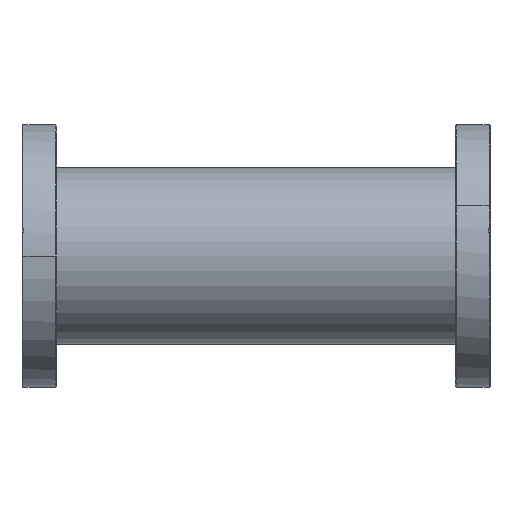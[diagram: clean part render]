
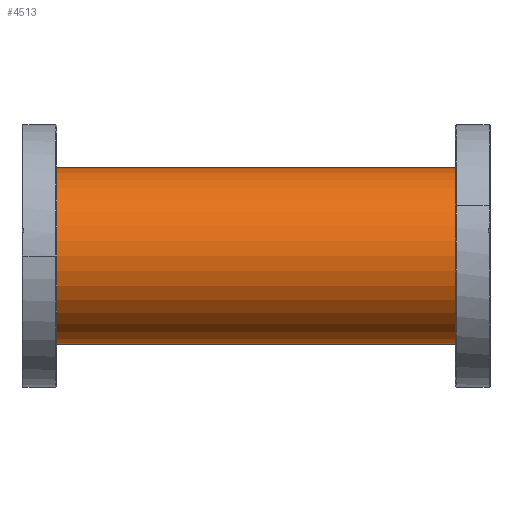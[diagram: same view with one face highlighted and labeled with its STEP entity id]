
A CAD part, front view. The second image highlights one B-rep face of the part: STEP entity #4513.
In plain terms, the highlighted cylindrical face has radius 50.8 mm (diameter 101.6 mm), a partial arc.
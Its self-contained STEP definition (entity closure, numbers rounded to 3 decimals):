
#74 = DIRECTION ( 'NONE',  ( 0., 0., -1. ) ) ;
#413 = ORIENTED_EDGE ( 'NONE', *, *, #3677, .T. ) ;
#449 = VERTEX_POINT ( 'NONE', #8187 ) ;
#889 = LINE ( 'NONE', #6811, #4048 ) ;
#918 = DIRECTION ( 'NONE',  ( -1., 0., 0. ) ) ;
#1594 = CARTESIAN_POINT ( 'NONE',  ( -123.9, 0., -50.8 ) ) ;
#1924 = DIRECTION ( 'NONE',  ( 1., 0., 0. ) ) ;
#2375 = ORIENTED_EDGE ( 'NONE', *, *, #5196, .T. ) ;
#2860 = AXIS2_PLACEMENT_3D ( 'NONE', #8185, #4167, #74 ) ;
#3135 = CARTESIAN_POINT ( 'NONE',  ( -123.9, 0., 50.8 ) ) ;
#3142 = AXIS2_PLACEMENT_3D ( 'NONE', #6004, #1924, #6670 ) ;
#3574 = CIRCLE ( 'NONE', #3142, 50.8 ) ;
#3667 = LINE ( 'NONE', #6141, #8608 ) ;
#3677 = EDGE_CURVE ( 'NONE', #449, #6587, #889, .T. ) ;
#4048 = VECTOR ( 'NONE', #4761, 1000. ) ;
#4094 = CARTESIAN_POINT ( 'NONE',  ( 123.9, 0., -50.8 ) ) ;
#4167 = DIRECTION ( 'NONE',  ( 1., 0., 0. ) ) ;
#4513 = ADVANCED_FACE ( 'NONE', ( #4546 ), #7926, .T. ) ;
#4546 = FACE_OUTER_BOUND ( 'NONE', #8103, .T. ) ;
#4761 = DIRECTION ( 'NONE',  ( -1., 0., 0. ) ) ;
#4762 = DIRECTION ( 'NONE',  ( -1., 0., 0. ) ) ;
#4919 = VERTEX_POINT ( 'NONE', #4094 ) ;
#4967 = EDGE_CURVE ( 'NONE', #449, #4919, #5456, .T. ) ;
#4995 = ORIENTED_EDGE ( 'NONE', *, *, #5311, .F. ) ;
#5196 = EDGE_CURVE ( 'NONE', #6587, #5501, #3574, .T. ) ;
#5311 = EDGE_CURVE ( 'NONE', #4919, #5501, #3667, .T. ) ;
#5456 = CIRCLE ( 'NONE', #2860, 50.8 ) ;
#5501 = VERTEX_POINT ( 'NONE', #1594 ) ;
#5611 = DIRECTION ( 'NONE',  ( 0., 0., 1. ) ) ;
#6004 = CARTESIAN_POINT ( 'NONE',  ( -123.9, 0., 0. ) ) ;
#6141 = CARTESIAN_POINT ( 'NONE',  ( 123.9, 0., -50.8 ) ) ;
#6587 = VERTEX_POINT ( 'NONE', #3135 ) ;
#6670 = DIRECTION ( 'NONE',  ( 0., 0., -1. ) ) ;
#6811 = CARTESIAN_POINT ( 'NONE',  ( 123.9, 0., 50.8 ) ) ;
#7023 = ORIENTED_EDGE ( 'NONE', *, *, #4967, .F. ) ;
#7217 = AXIS2_PLACEMENT_3D ( 'NONE', #7647, #918, #5611 ) ;
#7647 = CARTESIAN_POINT ( 'NONE',  ( 123.9, 0., 0. ) ) ;
#7926 = CYLINDRICAL_SURFACE ( 'NONE', #7217, 50.8 ) ;
#8103 = EDGE_LOOP ( 'NONE', ( #4995, #7023, #413, #2375 ) ) ;
#8185 = CARTESIAN_POINT ( 'NONE',  ( 123.9, 0., 0. ) ) ;
#8187 = CARTESIAN_POINT ( 'NONE',  ( 123.9, 0., 50.8 ) ) ;
#8608 = VECTOR ( 'NONE', #4762, 1000. ) ;
